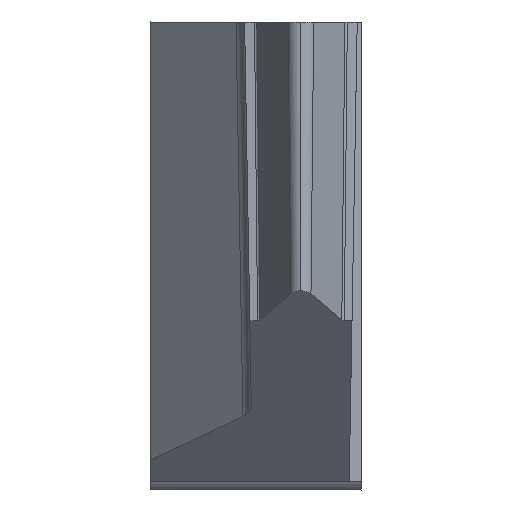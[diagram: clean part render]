
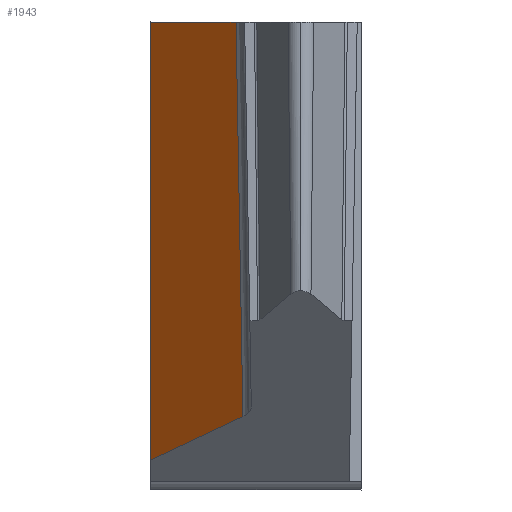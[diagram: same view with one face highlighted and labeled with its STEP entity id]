
A CAD part, front view. The second image highlights one B-rep face of the part: STEP entity #1943.
In plain terms, the highlighted planar face has unit normal (-0.707, -0.707, 0).
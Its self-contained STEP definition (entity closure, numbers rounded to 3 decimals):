
#336=CARTESIAN_POINT('',(0.,6.212,0.));
#337=VERTEX_POINT('',#336);
#348=CARTESIAN_POINT('',(0.,6.212,0.));
#349=DIRECTION('',(0.,0.,-1.));
#350=VECTOR('',#349,7.49);
#351=LINE('',#348,#350);
#352=CARTESIAN_POINT('',(0.,6.212,-7.49));
#353=VERTEX_POINT('',#352);
#354=EDGE_CURVE('',#337,#353,#351,.T.);
#600=CARTESIAN_POINT('',(1.576,4.636,-6.745));
#601=DIRECTION('',(-0.671,0.671,-0.317));
#602=VECTOR('',#601,2.35);
#603=LINE('',#600,#602);
#604=CARTESIAN_POINT('',(1.576,4.636,-6.745));
#605=VERTEX_POINT('',#604);
#606=EDGE_CURVE('',#605,#353,#603,.T.);
#1853=CARTESIAN_POINT('',(1.576,4.636,-6.745));
#1854=DIRECTION('',(-0.017,0.017,1.));
#1855=VECTOR('',#1854,6.747);
#1856=LINE('',#1853,#1855);
#1857=CARTESIAN_POINT('',(1.458,4.754,0.));
#1858=VERTEX_POINT('',#1857);
#1859=EDGE_CURVE('',#605,#1858,#1856,.T.);
#1895=CARTESIAN_POINT('',(0.505,5.707,22.249));
#1896=DIRECTION('',(0.707,0.707,0.));
#1897=DIRECTION('',(0.,0.,1.));
#1898=AXIS2_PLACEMENT_3D('',#1895,#1896,#1897);
#1899=PLANE('',#1898);
#1900=ORIENTED_EDGE('Edge 167',*,*,#354,.T.);
#1909=CARTESIAN_POINT('',(0.,6.212,0.));
#1910=DIRECTION('',(0.707,-0.707,0.));
#1911=VECTOR('',#1910,2.063);
#1912=LINE('',#1909,#1911);
#1913=EDGE_CURVE('',#337,#1858,#1912,.T.);
#1914=ORIENTED_EDGE('Edge 583',*,*,#1913,.F.);
#1923=ORIENTED_EDGE('Edge 1784',*,*,#1859,.T.);
#1932=ORIENTED_EDGE('Edge 1789',*,*,#606,.F.);
#1941=EDGE_LOOP('',(#1932,#1923,#1914,#1900));
#1942=FACE_OUTER_BOUND('Loop 1790',#1941,.T.);
#1943=ADVANCED_FACE('Face 1791',(#1942),#1899,.F.);
